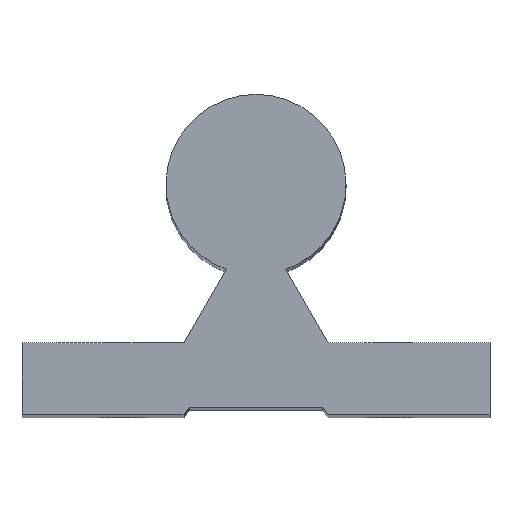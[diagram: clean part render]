
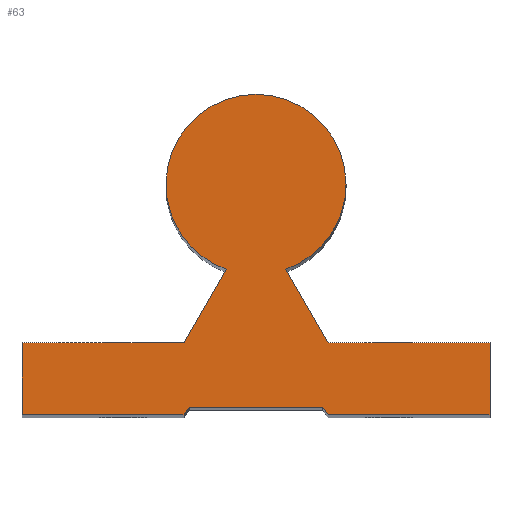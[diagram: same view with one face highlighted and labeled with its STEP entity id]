
A CAD part, top view. The second image highlights one B-rep face of the part: STEP entity #63.
In plain terms, the highlighted planar face has unit normal (0, 0, 1).
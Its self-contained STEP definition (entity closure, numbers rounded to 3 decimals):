
#63 = ADVANCED_FACE ( 'NONE', ( #337 ), #422, .T. ) ;
#99 = EDGE_CURVE ( 'NONE', #280, #281, #194, .T. ) ;
#102 = EDGE_CURVE ( 'NONE', #281, #284, #196, .T. ) ;
#108 = EDGE_CURVE ( 'NONE', #288, #289, #729, .T. ) ;
#114 = EDGE_CURVE ( 'NONE', #292, #293, #815, .T. ) ;
#119 = EDGE_CURVE ( 'NONE', #964, #296, #830, .T. ) ;
#125 = EDGE_CURVE ( 'NONE', #968, #967, #848, .T. ) ;
#129 = EDGE_CURVE ( 'NONE', #969, #280, #206, .T. ) ;
#132 = EDGE_CURVE ( 'NONE', #284, #964, #869, .T. ) ;
#133 = EDGE_CURVE ( 'NONE', #296, #968, #872, .T. ) ;
#134 = EDGE_CURVE ( 'NONE', #967, #971, #875, .T. ) ;
#135 = EDGE_CURVE ( 'NONE', #972, #971, #878, .T. ) ;
#136 = EDGE_CURVE ( 'NONE', #289, #972, #881, .T. ) ;
#137 = EDGE_CURVE ( 'NONE', #293, #288, #884, .T. ) ;
#138 = EDGE_CURVE ( 'NONE', #969, #292, #887, .T. ) ;
#194 = CIRCLE ( 'NONE', #733, 12.5 ) ;
#196 = CIRCLE ( 'NONE', #735, 12.5 ) ;
#206 = CIRCLE ( 'NONE', #757, 12.5 ) ;
#280 = VERTEX_POINT ( 'NONE', #1397 ) ;
#281 = VERTEX_POINT ( 'NONE', #1398 ) ;
#284 = VERTEX_POINT ( 'NONE', #1401 ) ;
#288 = VERTEX_POINT ( 'NONE', #1405 ) ;
#289 = VERTEX_POINT ( 'NONE', #1406 ) ;
#292 = VERTEX_POINT ( 'NONE', #1409 ) ;
#293 = VERTEX_POINT ( 'NONE', #1410 ) ;
#296 = VERTEX_POINT ( 'NONE', #1413 ) ;
#337 = FACE_OUTER_BOUND ( 'NONE', #1000, .T. ) ;
#422 = PLANE ( 'NONE',  #425 ) ;
#423 = CARTESIAN_POINT ( 'NONE',  ( 0., 0., 250. ) ) ;
#424 = DIRECTION ( 'NONE',  ( 0., 0., 1. ) ) ;
#425 = AXIS2_PLACEMENT_3D ( 'NONE', #423, #424, #514 ) ;
#514 = DIRECTION ( 'NONE',  ( 1., 0., 0. ) ) ;
#695 = CARTESIAN_POINT ( 'NONE',  ( 0., 0., 250. ) ) ;
#702 = DIRECTION ( 'NONE',  ( 0., 0., 1. ) ) ;
#703 = DIRECTION ( 'NONE',  ( 1., 0., 0. ) ) ;
#707 = CARTESIAN_POINT ( 'NONE',  ( 0., 0., 250. ) ) ;
#711 = DIRECTION ( 'NONE',  ( 0., 0., 1. ) ) ;
#712 = DIRECTION ( 'NONE',  ( 1., 0., 0. ) ) ;
#729 = LINE ( 'NONE', #730, #743 ) ;
#730 = CARTESIAN_POINT ( 'NONE',  ( 0., -31.97, 250. ) ) ;
#731 = DIRECTION ( 'NONE',  ( -1., 0., 0. ) ) ;
#733 = AXIS2_PLACEMENT_3D ( 'NONE', #695, #702, #703 ) ;
#735 = AXIS2_PLACEMENT_3D ( 'NONE', #707, #711, #712 ) ;
#743 = VECTOR ( 'NONE', #731, 1000. ) ;
#749 = VECTOR ( 'NONE', #817, 1000. ) ;
#754 = VECTOR ( 'NONE', #832, 1000. ) ;
#757 = AXIS2_PLACEMENT_3D ( 'NONE', #859, #860, #861 ) ;
#761 = VECTOR ( 'NONE', #850, 1000. ) ;
#767 = VECTOR ( 'NONE', #871, 1000. ) ;
#768 = VECTOR ( 'NONE', #874, 1000. ) ;
#769 = VECTOR ( 'NONE', #877, 1000. ) ;
#770 = VECTOR ( 'NONE', #880, 1000. ) ;
#772 = VECTOR ( 'NONE', #883, 1000. ) ;
#773 = VECTOR ( 'NONE', #886, 1000. ) ;
#774 = VECTOR ( 'NONE', #889, 1000. ) ;
#815 = LINE ( 'NONE', #816, #749 ) ;
#816 = CARTESIAN_POINT ( 'NONE',  ( 0., -21.97, 250. ) ) ;
#817 = DIRECTION ( 'NONE',  ( 1., 0., 0. ) ) ;
#830 = LINE ( 'NONE', #831, #754 ) ;
#831 = CARTESIAN_POINT ( 'NONE',  ( 0., -21.97, 250. ) ) ;
#832 = DIRECTION ( 'NONE',  ( -1., 0., 0. ) ) ;
#848 = LINE ( 'NONE', #849, #761 ) ;
#849 = CARTESIAN_POINT ( 'NONE',  ( 0., -31.97, 250. ) ) ;
#850 = DIRECTION ( 'NONE',  ( 1., 0., 0. ) ) ;
#859 = CARTESIAN_POINT ( 'NONE',  ( 0., 0., 250. ) ) ;
#860 = DIRECTION ( 'NONE',  ( 0., 0., 1. ) ) ;
#861 = DIRECTION ( 'NONE',  ( 1., 0., 0. ) ) ;
#869 = LINE ( 'NONE', #870, #767 ) ;
#870 = CARTESIAN_POINT ( 'NONE',  ( 2.013, -1.162, 250. ) ) ;
#871 = DIRECTION ( 'NONE',  ( -0.5, -0.866, 0. ) ) ;
#872 = LINE ( 'NONE', #873, #768 ) ;
#873 = CARTESIAN_POINT ( 'NONE',  ( -32.5, 0., 250. ) ) ;
#874 = DIRECTION ( 'NONE',  ( 0., -1., 0. ) ) ;
#875 = LINE ( 'NONE', #876, #769 ) ;
#876 = CARTESIAN_POINT ( 'NONE',  ( 8.311, -5.819, 250. ) ) ;
#877 = DIRECTION ( 'NONE',  ( 0.574, 0.819, 0. ) ) ;
#878 = LINE ( 'NONE', #879, #770 ) ;
#879 = CARTESIAN_POINT ( 'NONE',  ( 0., -30.97, 250. ) ) ;
#880 = DIRECTION ( 'NONE',  ( -1., 0., 0. ) ) ;
#881 = LINE ( 'NONE', #882, #772 ) ;
#882 = CARTESIAN_POINT ( 'NONE',  ( -8.311, -5.819, 250. ) ) ;
#883 = DIRECTION ( 'NONE',  ( -0.574, 0.819, 0. ) ) ;
#884 = LINE ( 'NONE', #885, #773 ) ;
#885 = CARTESIAN_POINT ( 'NONE',  ( 32.5, 0., 250. ) ) ;
#886 = DIRECTION ( 'NONE',  ( 0., -1., 0. ) ) ;
#887 = LINE ( 'NONE', #888, #774 ) ;
#888 = CARTESIAN_POINT ( 'NONE',  ( -2.013, -1.162, 250. ) ) ;
#889 = DIRECTION ( 'NONE',  ( 0.5, -0.866, 0. ) ) ;
#964 = VERTEX_POINT ( 'NONE', #1414 ) ;
#967 = VERTEX_POINT ( 'NONE', #1417 ) ;
#968 = VERTEX_POINT ( 'NONE', #1418 ) ;
#969 = VERTEX_POINT ( 'NONE', #1419 ) ;
#971 = VERTEX_POINT ( 'NONE', #1421 ) ;
#972 = VERTEX_POINT ( 'NONE', #1422 ) ;
#1000 = EDGE_LOOP ( 'NONE', ( #1085, #1087, #1088, #1086, #1089, #1090, #1091, #1092, #1094, #1093, #1095, #1096, #1097, #1098 ) ) ;
#1085 = ORIENTED_EDGE ( 'NONE', *, *, #129, .T. ) ;
#1086 = ORIENTED_EDGE ( 'NONE', *, *, #132, .T. ) ;
#1087 = ORIENTED_EDGE ( 'NONE', *, *, #99, .T. ) ;
#1088 = ORIENTED_EDGE ( 'NONE', *, *, #102, .T. ) ;
#1089 = ORIENTED_EDGE ( 'NONE', *, *, #119, .T. ) ;
#1090 = ORIENTED_EDGE ( 'NONE', *, *, #133, .T. ) ;
#1091 = ORIENTED_EDGE ( 'NONE', *, *, #125, .T. ) ;
#1092 = ORIENTED_EDGE ( 'NONE', *, *, #134, .T. ) ;
#1093 = ORIENTED_EDGE ( 'NONE', *, *, #136, .F. ) ;
#1094 = ORIENTED_EDGE ( 'NONE', *, *, #135, .F. ) ;
#1095 = ORIENTED_EDGE ( 'NONE', *, *, #108, .F. ) ;
#1096 = ORIENTED_EDGE ( 'NONE', *, *, #137, .F. ) ;
#1097 = ORIENTED_EDGE ( 'NONE', *, *, #114, .F. ) ;
#1098 = ORIENTED_EDGE ( 'NONE', *, *, #138, .F. ) ;
#1397 = CARTESIAN_POINT ( 'NONE',  ( 12.5, 0., 250. ) ) ;
#1398 = CARTESIAN_POINT ( 'NONE',  ( -12.5, 0., 250. ) ) ;
#1401 = CARTESIAN_POINT ( 'NONE',  ( -4.128, -11.799, 250. ) ) ;
#1405 = CARTESIAN_POINT ( 'NONE',  ( 32.5, -31.97, 250. ) ) ;
#1406 = CARTESIAN_POINT ( 'NONE',  ( 10., -31.97, 250. ) ) ;
#1409 = CARTESIAN_POINT ( 'NONE',  ( 10., -21.97, 250. ) ) ;
#1410 = CARTESIAN_POINT ( 'NONE',  ( 32.5, -21.97, 250. ) ) ;
#1413 = CARTESIAN_POINT ( 'NONE',  ( -32.5, -21.97, 250. ) ) ;
#1414 = CARTESIAN_POINT ( 'NONE',  ( -10., -21.97, 250. ) ) ;
#1417 = CARTESIAN_POINT ( 'NONE',  ( -10., -31.97, 250. ) ) ;
#1418 = CARTESIAN_POINT ( 'NONE',  ( -32.5, -31.97, 250. ) ) ;
#1419 = CARTESIAN_POINT ( 'NONE',  ( 4.128, -11.799, 250. ) ) ;
#1421 = CARTESIAN_POINT ( 'NONE',  ( -9.3, -30.97, 250. ) ) ;
#1422 = CARTESIAN_POINT ( 'NONE',  ( 9.3, -30.97, 250. ) ) ;
